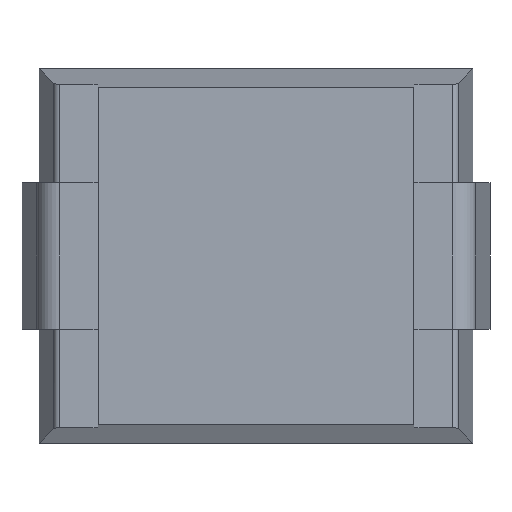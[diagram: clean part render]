
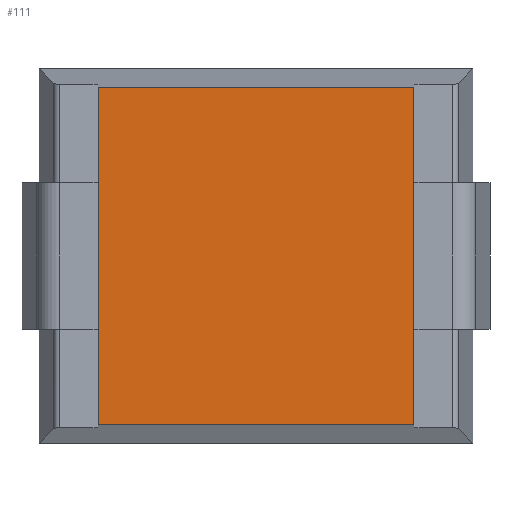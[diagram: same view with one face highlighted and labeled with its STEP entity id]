
A CAD part, front view. The second image highlights one B-rep face of the part: STEP entity #111.
In plain terms, the highlighted planar face has unit normal (0, -1, 0).
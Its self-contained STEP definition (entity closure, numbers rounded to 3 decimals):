
#7 = DIRECTION ( 'NONE',  ( 0., 0., -1. ) ) ;
#111 = ADVANCED_FACE ( 'NONE', ( #1031 ), #356, .F. ) ;
#170 = VECTOR ( 'NONE', #7, 1000. ) ;
#176 = VECTOR ( 'NONE', #1018, 1000. ) ;
#201 = VECTOR ( 'NONE', #832, 1000. ) ;
#219 = DIRECTION ( 'NONE',  ( 1., 0., 0. ) ) ;
#312 = VECTOR ( 'NONE', #219, 1000. ) ;
#325 = EDGE_CURVE ( 'NONE', #768, #631, #1026, .T. ) ;
#326 = VERTEX_POINT ( 'NONE', #935 ) ;
#356 = PLANE ( 'NONE',  #1063 ) ;
#358 = CARTESIAN_POINT ( 'NONE',  ( -2.7, 0., -2.884 ) ) ;
#405 = CARTESIAN_POINT ( 'NONE',  ( 2.7, 0., 3.2 ) ) ;
#418 = LINE ( 'NONE', #833, #312 ) ;
#439 = ORIENTED_EDGE ( 'NONE', *, *, #566, .T. ) ;
#537 = LINE ( 'NONE', #623, #170 ) ;
#540 = DIRECTION ( 'NONE',  ( 0., 1., 0. ) ) ;
#546 = ORIENTED_EDGE ( 'NONE', *, *, #1010, .T. ) ;
#559 = EDGE_LOOP ( 'NONE', ( #656, #605, #546, #439 ) ) ;
#566 = EDGE_CURVE ( 'NONE', #991, #326, #418, .T. ) ;
#605 = ORIENTED_EDGE ( 'NONE', *, *, #325, .F. ) ;
#623 = CARTESIAN_POINT ( 'NONE',  ( -2.7, 0., 3.2 ) ) ;
#630 = CARTESIAN_POINT ( 'NONE',  ( 2.7, 0., 3.2 ) ) ;
#631 = VERTEX_POINT ( 'NONE', #874 ) ;
#656 = ORIENTED_EDGE ( 'NONE', *, *, #876, .F. ) ;
#753 = CARTESIAN_POINT ( 'NONE',  ( -4., 0., 2.884 ) ) ;
#768 = VERTEX_POINT ( 'NONE', #1066 ) ;
#832 = DIRECTION ( 'NONE',  ( 0., 0., -1. ) ) ;
#833 = CARTESIAN_POINT ( 'NONE',  ( -4., 0., -2.884 ) ) ;
#874 = CARTESIAN_POINT ( 'NONE',  ( 2.7, 0., 2.884 ) ) ;
#876 = EDGE_CURVE ( 'NONE', #631, #326, #904, .T. ) ;
#904 = LINE ( 'NONE', #405, #201 ) ;
#935 = CARTESIAN_POINT ( 'NONE',  ( 2.7, 0., -2.884 ) ) ;
#951 = DIRECTION ( 'NONE',  ( 0., 0., 1. ) ) ;
#991 = VERTEX_POINT ( 'NONE', #358 ) ;
#1010 = EDGE_CURVE ( 'NONE', #768, #991, #537, .T. ) ;
#1018 = DIRECTION ( 'NONE',  ( 1., 0., 0. ) ) ;
#1026 = LINE ( 'NONE', #753, #176 ) ;
#1031 = FACE_OUTER_BOUND ( 'NONE', #559, .T. ) ;
#1063 = AXIS2_PLACEMENT_3D ( 'NONE', #630, #540, #951 ) ;
#1066 = CARTESIAN_POINT ( 'NONE',  ( -2.7, 0., 2.884 ) ) ;
